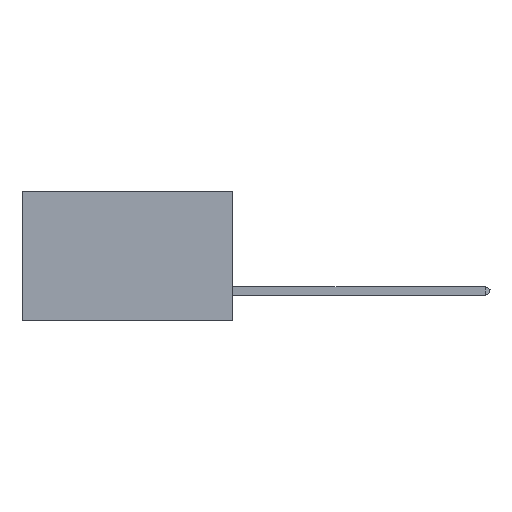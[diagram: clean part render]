
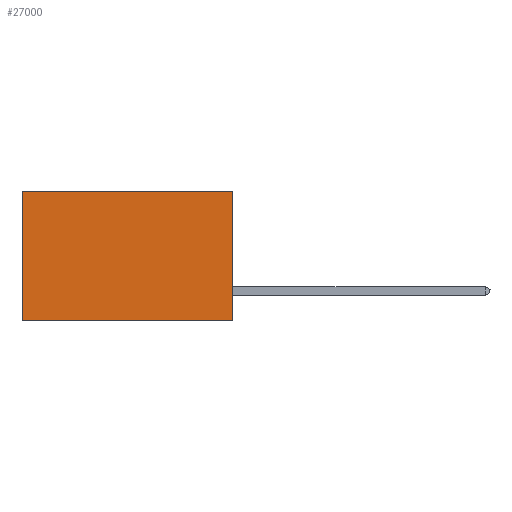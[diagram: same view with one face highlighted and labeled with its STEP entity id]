
A CAD part, left-side view. The second image highlights one B-rep face of the part: STEP entity #27000.
In plain terms, the highlighted planar face has unit normal (-1, 0, 0).
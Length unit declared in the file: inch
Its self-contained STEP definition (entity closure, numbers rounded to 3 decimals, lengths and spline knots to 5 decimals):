
#643 = ORIENTED_EDGE ( 'NONE', *, *, #44134, .T. ) ;
#2610 = VERTEX_POINT ( 'NONE', #7961 ) ;
#3149 = LINE ( 'NONE', #20190, #31168 ) ;
#6049 = VECTOR ( 'NONE', #21600, 39.37008 ) ;
#7961 = CARTESIAN_POINT ( 'NONE',  ( 0.2875, 0.6, -0.37 ) ) ;
#11797 = VERTEX_POINT ( 'NONE', #27677 ) ;
#13783 = EDGE_CURVE ( 'NONE', #32327, #33296, #3149, .T. ) ;
#14620 = DIRECTION ( 'NONE',  ( 0., 0., -1. ) ) ;
#14843 = LINE ( 'NONE', #21274, #6049 ) ;
#16270 = DIRECTION ( 'NONE',  ( 0., 0., -1. ) ) ;
#16790 = LINE ( 'NONE', #31676, #45420 ) ;
#17351 = FACE_OUTER_BOUND ( 'NONE', #26836, .T. ) ;
#18852 = CARTESIAN_POINT ( 'NONE',  ( 0.2875, 0.6, 0. ) ) ;
#20190 = CARTESIAN_POINT ( 'NONE',  ( 0.2875, 0., 0. ) ) ;
#20654 = CARTESIAN_POINT ( 'NONE',  ( 0.2875, 0., 0. ) ) ;
#21002 = DIRECTION ( 'NONE',  ( 1., 0., 0. ) ) ;
#21274 = CARTESIAN_POINT ( 'NONE',  ( 0.2875, 0.6, 0. ) ) ;
#21588 = ORIENTED_EDGE ( 'NONE', *, *, #31261, .F. ) ;
#21600 = DIRECTION ( 'NONE',  ( 0., 0., -1. ) ) ;
#22378 = LINE ( 'NONE', #27611, #41706 ) ;
#26836 = EDGE_LOOP ( 'NONE', ( #643, #21588, #37316, #31925 ) ) ;
#27000 = ADVANCED_FACE ( 'NONE', ( #17351 ), #43387, .F. ) ;
#27611 = CARTESIAN_POINT ( 'NONE',  ( 0.2875, 0., -0.37 ) ) ;
#27677 = CARTESIAN_POINT ( 'NONE',  ( 0.2875, 0., -0.37 ) ) ;
#29224 = EDGE_CURVE ( 'NONE', #32327, #11797, #16790, .T. ) ;
#31168 = VECTOR ( 'NONE', #42936, 39.37008 ) ;
#31261 = EDGE_CURVE ( 'NONE', #11797, #2610, #22378, .T. ) ;
#31676 = CARTESIAN_POINT ( 'NONE',  ( 0.2875, 0., 0. ) ) ;
#31925 = ORIENTED_EDGE ( 'NONE', *, *, #13783, .T. ) ;
#32327 = VERTEX_POINT ( 'NONE', #41567 ) ;
#33296 = VERTEX_POINT ( 'NONE', #18852 ) ;
#33905 = AXIS2_PLACEMENT_3D ( 'NONE', #20654, #21002, #14620 ) ;
#37316 = ORIENTED_EDGE ( 'NONE', *, *, #29224, .F. ) ;
#39217 = DIRECTION ( 'NONE',  ( 0., 1., 0. ) ) ;
#41567 = CARTESIAN_POINT ( 'NONE',  ( 0.2875, 0., 0. ) ) ;
#41706 = VECTOR ( 'NONE', #39217, 39.37008 ) ;
#42936 = DIRECTION ( 'NONE',  ( 0., 1., 0. ) ) ;
#43387 = PLANE ( 'NONE',  #33905 ) ;
#44134 = EDGE_CURVE ( 'NONE', #33296, #2610, #14843, .T. ) ;
#45420 = VECTOR ( 'NONE', #16270, 39.37008 ) ;
